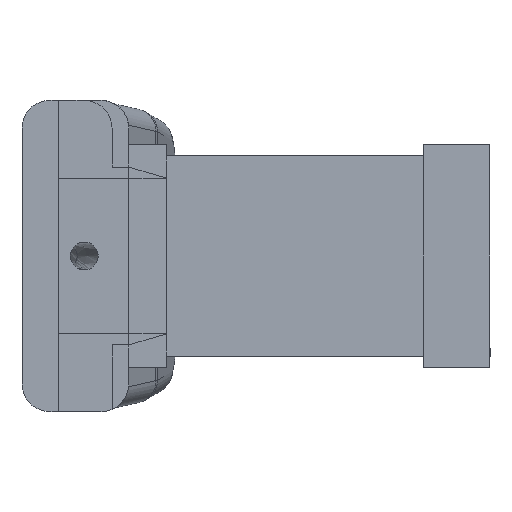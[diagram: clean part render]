
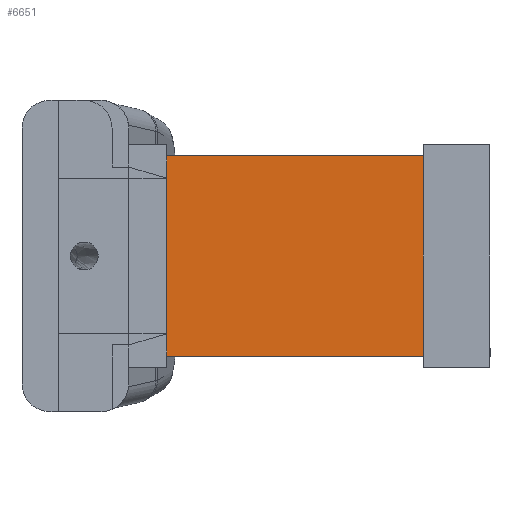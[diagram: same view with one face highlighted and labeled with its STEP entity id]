
A CAD part, left-side view. The second image highlights one B-rep face of the part: STEP entity #6651.
In plain terms, the highlighted planar face has unit normal (-1, 0, 0).
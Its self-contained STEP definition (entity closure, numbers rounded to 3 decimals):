
#523=PLANE('',#7174);
#803=FACE_OUTER_BOUND('',#1183,.T.);
#1183=EDGE_LOOP('',(#5802,#5803,#5804,#5805));
#1878=LINE('',#10959,#2581);
#1879=LINE('',#10962,#2582);
#1882=LINE('',#10968,#2585);
#1885=LINE('',#10973,#2588);
#2581=VECTOR('',#8588,10.);
#2582=VECTOR('',#8591,10.);
#2585=VECTOR('',#8596,10.);
#2588=VECTOR('',#8601,10.);
#3231=VERTEX_POINT('',#10918);
#3236=VERTEX_POINT('',#10928);
#3245=VERTEX_POINT('',#10961);
#3247=VERTEX_POINT('',#10967);
#4114=EDGE_CURVE('',#3231,#3236,#1878,.T.);
#4115=EDGE_CURVE('',#3236,#3245,#1879,.T.);
#4118=EDGE_CURVE('',#3247,#3231,#1882,.T.);
#4121=EDGE_CURVE('',#3245,#3247,#1885,.T.);
#5802=ORIENTED_EDGE('',*,*,#4121,.F.);
#5803=ORIENTED_EDGE('',*,*,#4115,.F.);
#5804=ORIENTED_EDGE('',*,*,#4114,.F.);
#5805=ORIENTED_EDGE('',*,*,#4118,.F.);
#6651=ADVANCED_FACE('',(#803),#523,.F.);
#7174=AXIS2_PLACEMENT_3D('',#10976,#8605,#8606);
#8588=DIRECTION('',(0.,0.,-1.));
#8591=DIRECTION('',(0.,1.,0.));
#8596=DIRECTION('',(0.,-1.,0.));
#8601=DIRECTION('',(0.,0.,1.));
#8605=DIRECTION('center_axis',(1.,0.,0.));
#8606=DIRECTION('ref_axis',(0.,0.,-1.));
#10918=CARTESIAN_POINT('',(0.,-23.,1.033));
#10928=CARTESIAN_POINT('',(0.,-23.,-16.967));
#10959=CARTESIAN_POINT('',(0.,-23.,1.033));
#10961=CARTESIAN_POINT('',(0.,0.1,-16.967));
#10962=CARTESIAN_POINT('',(0.,-23.,-16.967));
#10967=CARTESIAN_POINT('',(0.,0.1,1.033));
#10968=CARTESIAN_POINT('',(0.,0.1,1.033));
#10973=CARTESIAN_POINT('',(0.,0.1,-16.967));
#10976=CARTESIAN_POINT('Origin',(0.,-11.45,-7.967));
